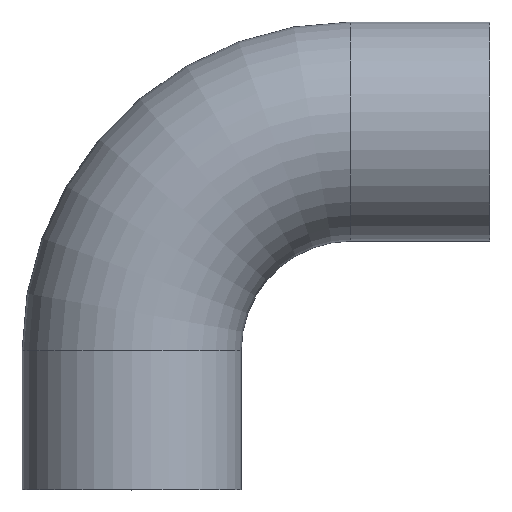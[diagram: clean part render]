
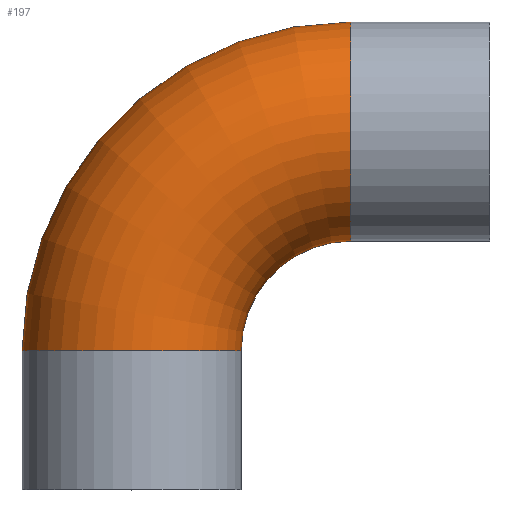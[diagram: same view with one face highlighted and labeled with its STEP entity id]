
A CAD part, top view. The second image highlights one B-rep face of the part: STEP entity #197.
In plain terms, the highlighted toroidal (fillet/blend) face has major radius 160 mm and minor radius 80 mm.
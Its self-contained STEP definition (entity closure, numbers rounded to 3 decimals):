
#85 = EDGE_CURVE( '', #173, #169, #219, .T. );
#101 = EDGE_CURVE( '', #123, #133, #239, .T. );
#123 = VERTEX_POINT( '', #262 );
#133 = VERTEX_POINT( '', #277 );
#155 = EDGE_CURVE( '', #123, #169, #301, .T. );
#169 = VERTEX_POINT( '', #317 );
#173 = VERTEX_POINT( '', #321 );
#191 = EDGE_CURVE( '', #133, #173, #339, .T. );
#197 = ADVANCED_FACE( '', ( #346 ), #347, .T. );
#219 = CIRCLE( '', #360, 80. );
#239 = CIRCLE( '', #385, 240. );
#262 = CARTESIAN_POINT( '', ( 160., 341.5, 0. ) );
#277 = CARTESIAN_POINT( '', ( -80., 101.5, 0. ) );
#301 = CIRCLE( '', #460, 80. );
#317 = CARTESIAN_POINT( '', ( 160., 181.5, 0. ) );
#321 = CARTESIAN_POINT( '', ( 80., 101.5, 0. ) );
#339 = CIRCLE( '', #513, 80. );
#346 = FACE_OUTER_BOUND( '', #520, .T. );
#347 = TOROIDAL_SURFACE( '', #521, 160., 80. );
#360 = AXIS2_PLACEMENT_3D( '', #526, #527, #528 );
#385 = AXIS2_PLACEMENT_3D( '', #560, #561, #562 );
#460 = AXIS2_PLACEMENT_3D( '', #644, #645, #646 );
#513 = AXIS2_PLACEMENT_3D( '', #685, #686, #687 );
#520 = EDGE_LOOP( '', ( #697, #698, #699, #700 ) );
#521 = AXIS2_PLACEMENT_3D( '', #701, #702, #703 );
#526 = CARTESIAN_POINT( '', ( 160., 101.5, 0. ) );
#527 = DIRECTION( '', ( 0., 0., -1. ) );
#528 = DIRECTION( '', ( 1., 0., 0. ) );
#560 = CARTESIAN_POINT( '', ( 160., 101.5, 0. ) );
#561 = DIRECTION( '', ( 0., 0., 1. ) );
#562 = DIRECTION( '', ( 1., 0., 0. ) );
#644 = CARTESIAN_POINT( '', ( 160., 261.5, 0. ) );
#645 = DIRECTION( '', ( 1., 0., 0. ) );
#646 = DIRECTION( '', ( 0., -1., 0. ) );
#685 = CARTESIAN_POINT( '', ( 0., 101.5, 0. ) );
#686 = DIRECTION( '', ( 0., 1., 0. ) );
#687 = DIRECTION( '', ( 1., 0., 0. ) );
#697 = ORIENTED_EDGE( '', *, *, #101, .T. );
#698 = ORIENTED_EDGE( '', *, *, #191, .T. );
#699 = ORIENTED_EDGE( '', *, *, #85, .T. );
#700 = ORIENTED_EDGE( '', *, *, #155, .F. );
#701 = CARTESIAN_POINT( '', ( 160., 101.5, 0. ) );
#702 = DIRECTION( '', ( 0., 0., 1. ) );
#703 = DIRECTION( '', ( 1., 0., 0. ) );
